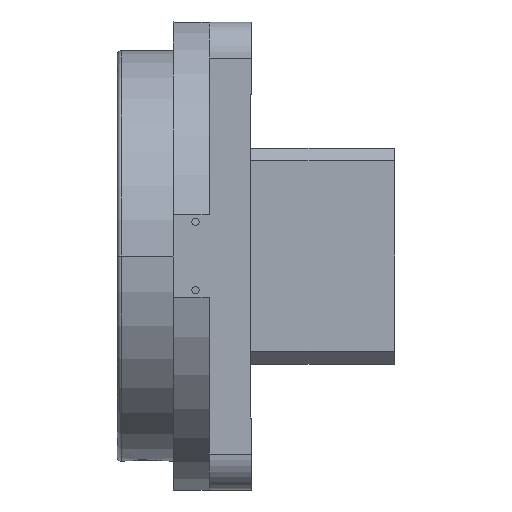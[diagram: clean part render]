
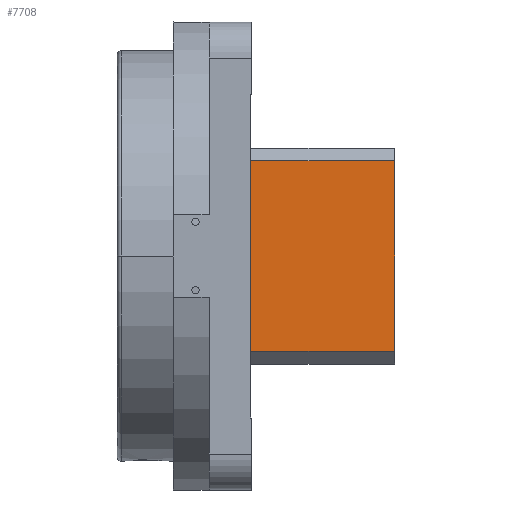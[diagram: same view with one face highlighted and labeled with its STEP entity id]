
A CAD part, left-side view. The second image highlights one B-rep face of the part: STEP entity #7708.
In plain terms, the highlighted planar face has unit normal (-1, 0, 0).
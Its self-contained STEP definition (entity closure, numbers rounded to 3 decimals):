
#722 = EDGE_LOOP ( 'NONE', ( #11187, #2021, #12827, #6304 ) ) ;
#1216 = EDGE_CURVE ( 'NONE', #15984, #11825, #8487, .T. ) ;
#2021 = ORIENTED_EDGE ( 'NONE', *, *, #11607, .T. ) ;
#2450 = CARTESIAN_POINT ( 'NONE',  ( -30., 0., 30. ) ) ;
#2452 = DIRECTION ( 'NONE',  ( 0., 0., -1. ) ) ;
#2922 = EDGE_CURVE ( 'NONE', #11825, #14735, #6041, .T. ) ;
#3011 = DIRECTION ( 'NONE',  ( 0., 1., 0. ) ) ;
#4019 = EDGE_CURVE ( 'NONE', #13967, #14735, #11660, .T. ) ;
#4668 = FACE_OUTER_BOUND ( 'NONE', #722, .T. ) ;
#5164 = AXIS2_PLACEMENT_3D ( 'NONE', #9845, #6067, #2452 ) ;
#5839 = DIRECTION ( 'NONE',  ( 0., 0., 1. ) ) ;
#6041 = LINE ( 'NONE', #14315, #10738 ) ;
#6067 = DIRECTION ( 'NONE',  ( 1., 0., 0. ) ) ;
#6119 = PLANE ( 'NONE',  #5164 ) ;
#6304 = ORIENTED_EDGE ( 'NONE', *, *, #2922, .T. ) ;
#7131 = VECTOR ( 'NONE', #5839, 1000. ) ;
#7708 = ADVANCED_FACE ( 'NONE', ( #4668 ), #6119, .F. ) ;
#8232 = CARTESIAN_POINT ( 'NONE',  ( -30., 40., 26.5 ) ) ;
#8487 = LINE ( 'NONE', #2450, #10233 ) ;
#9431 = CARTESIAN_POINT ( 'NONE',  ( -30., 40., -26.5 ) ) ;
#9845 = CARTESIAN_POINT ( 'NONE',  ( -30., 40., 30. ) ) ;
#10214 = VECTOR ( 'NONE', #14411, 1000. ) ;
#10233 = VECTOR ( 'NONE', #13695, 1000. ) ;
#10738 = VECTOR ( 'NONE', #3011, 1000. ) ;
#11187 = ORIENTED_EDGE ( 'NONE', *, *, #4019, .F. ) ;
#11300 = CARTESIAN_POINT ( 'NONE',  ( -30., 40., -26.5 ) ) ;
#11607 = EDGE_CURVE ( 'NONE', #13967, #15984, #12945, .T. ) ;
#11660 = LINE ( 'NONE', #14661, #7131 ) ;
#11825 = VERTEX_POINT ( 'NONE', #13701 ) ;
#12827 = ORIENTED_EDGE ( 'NONE', *, *, #1216, .T. ) ;
#12945 = LINE ( 'NONE', #9431, #10214 ) ;
#13695 = DIRECTION ( 'NONE',  ( 0., 0., 1. ) ) ;
#13701 = CARTESIAN_POINT ( 'NONE',  ( -30., 0., 26.5 ) ) ;
#13967 = VERTEX_POINT ( 'NONE', #11300 ) ;
#14315 = CARTESIAN_POINT ( 'NONE',  ( -30., 40., 26.5 ) ) ;
#14411 = DIRECTION ( 'NONE',  ( 0., -1., 0. ) ) ;
#14661 = CARTESIAN_POINT ( 'NONE',  ( -30., 40., 30. ) ) ;
#14735 = VERTEX_POINT ( 'NONE', #8232 ) ;
#15970 = CARTESIAN_POINT ( 'NONE',  ( -30., 0., -26.5 ) ) ;
#15984 = VERTEX_POINT ( 'NONE', #15970 ) ;
